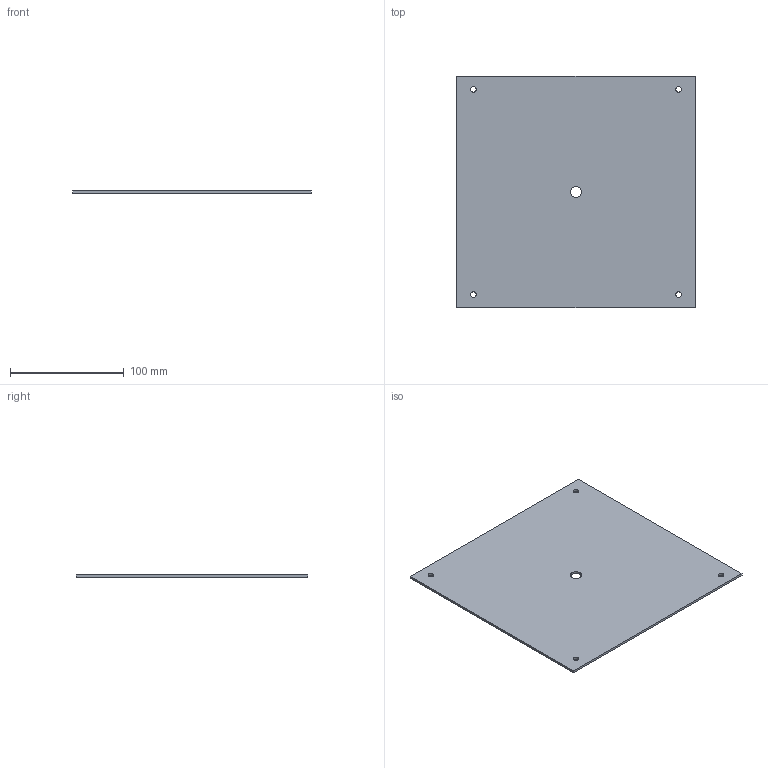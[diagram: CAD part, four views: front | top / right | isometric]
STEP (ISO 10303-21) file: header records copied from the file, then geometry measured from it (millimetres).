
FILE_DESCRIPTION(/* description */ (' '),/* implementation_level */ '2;1');
FILE_NAME(/* name */ 'pokrywa podstawy.stp',/* time_stamp */ '2024-01-28T16:33:34+01:00',/* author */ ('micha'),/* organization */ (''),/* preprocessor_version */ 'ST-DEVELOPER v19.2',/* originating_system */ 'Autodesk Inventor 2024',/* authorisation */ '');
FILE_SCHEMA (('AUTOMOTIVE_DESIGN { 1 0 10303 214 3 1 1 }'));
Length unit declared in the file: millimetre
Products named in the file (1): podstawa_p
Bounding box: 209 x 203 x 2 mm (x, y, z)
Volume: 84539.8 mm3; surface area: 86376.3 mm2
Topology: 1 solids, 1 shells, 11 faces, 27 edges, 18 vertices
Faces by surface type: plane 6, cylinder 5
Full cylindrical faces by diameter (mm): 5 x4, 10 x1
Entity records: 397 total; most frequent: DIRECTION 61, CARTESIAN_POINT 57, ORIENTED_EDGE 54, EDGE_CURVE 27, AXIS2_PLACEMENT_3D 22, EDGE_LOOP 21, VERTEX_POINT 18, LINE 17
